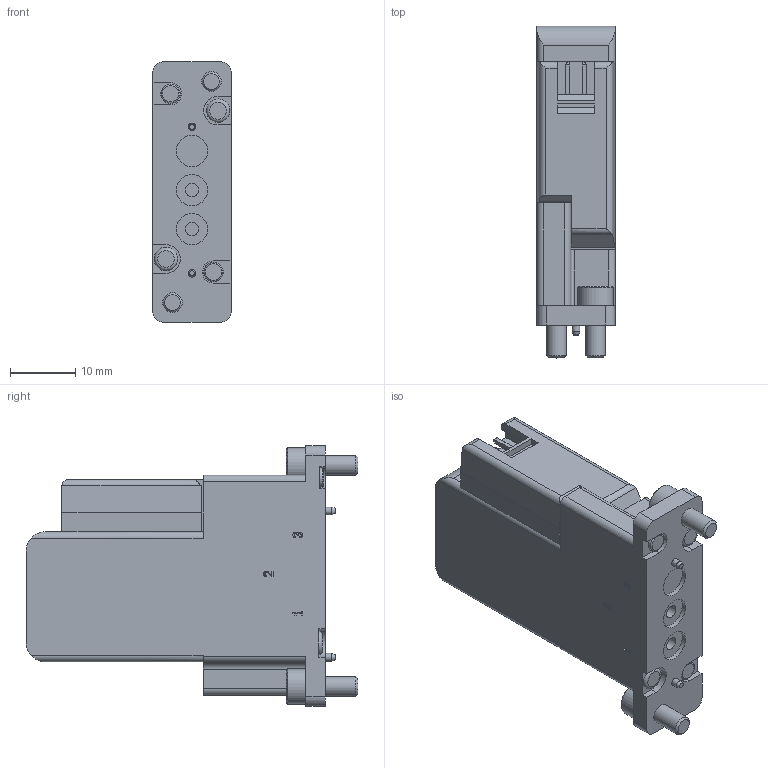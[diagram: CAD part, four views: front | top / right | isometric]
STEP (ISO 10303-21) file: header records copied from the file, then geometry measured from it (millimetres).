
FILE_DESCRIPTION(/* description */ ('STEP AP214'),/* implementation_level */ '2;1');
FILE_NAME(/* name */ '8140315_VYKB-F12-M22C-20-PE-5HPS',/* time_stamp */ '2024-09-17T23:32:48+02:00',/* author */ ('License CC BY-ND 4.0'),/* organization */ ('CADENAS'),/* preprocessor_version */ 'ST-DEVELOPER v19.3',/* originating_system */ 'PARTsolutions',/* authorisation */ ' ');
FILE_SCHEMA (('AUTOMOTIVE_DESIGN {1 0 10303 214 3 1 1}'));
Length unit declared in the file: millimetre
Products named in the file (1): 8140315 VYKB-F12-M22C-20-PE-5HPS---(high)
Bounding box: 12 x 51 x 40 mm (x, y, z)
Volume: 15500 mm3; surface area: 5420.5 mm2
Topology: 1 solids, 1 shells, 196 faces, 500 edges, 329 vertices
Faces by surface type: plane 136, cylinder 48, cone 8, torus 4
Full cylindrical faces by diameter (mm): 1.2 x2, 2 x2, 3 x2, 3.6 x1, 4.8 x3, 5.5 x2
Entity records: 5743 total; most frequent: CARTESIAN_POINT 1004, DIRECTION 967, ORIENTED_EDGE 938, EDGE_CURVE 469, LINE 357, VECTOR 357, VERTEX_POINT 322, AXIS2_PLACEMENT_3D 305
